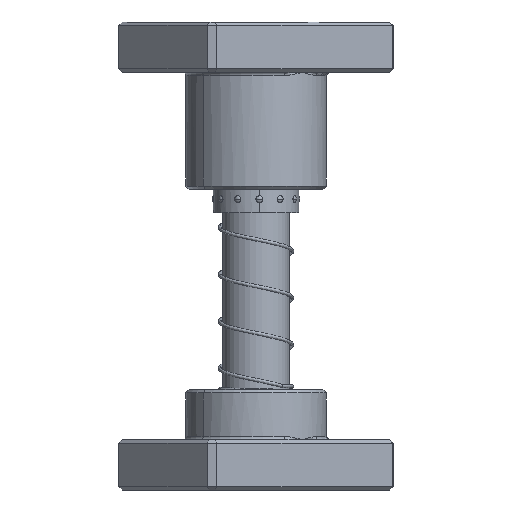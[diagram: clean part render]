
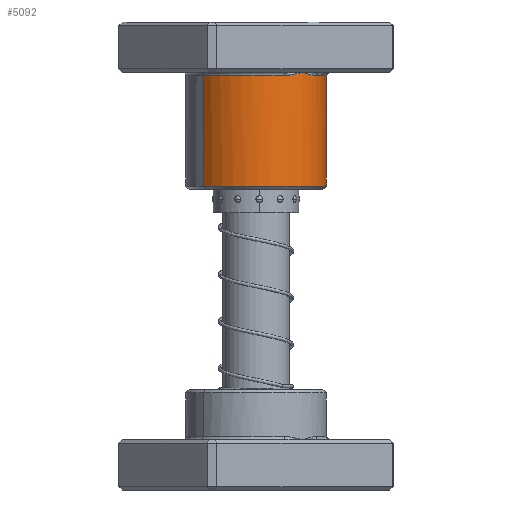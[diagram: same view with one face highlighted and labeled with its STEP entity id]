
A CAD part, front view. The second image highlights one B-rep face of the part: STEP entity #5092.
In plain terms, the highlighted cylindrical face has radius 21 mm (diameter 42 mm), a partial arc.
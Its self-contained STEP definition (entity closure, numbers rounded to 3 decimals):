
#538 = CARTESIAN_POINT ( 'NONE',  ( 0., 0., 49. ) ) ;
#702 = FACE_OUTER_BOUND ( 'NONE', #25700, .T. ) ;
#888 = CARTESIAN_POINT ( 'NONE',  ( -6.259, -20.045, 16. ) ) ;
#900 = CARTESIAN_POINT ( 'NONE',  ( 21., 0., 16. ) ) ;
#2859 = VERTEX_POINT ( 'NONE', #888 ) ;
#3277 = DIRECTION ( 'NONE',  ( 1., 0., 0. ) ) ;
#3591 = EDGE_CURVE ( 'NONE', #2859, #19501, #5552, .T. ) ;
#3610 = LINE ( 'NONE', #5825, #9936 ) ;
#3715 = CARTESIAN_POINT ( 'NONE',  ( -5.741, -20.207, 16. ) ) ;
#3895 = DIRECTION ( 'NONE',  ( 0., 0., -1. ) ) ;
#4069 = CARTESIAN_POINT ( 'NONE',  ( -5.225, -20.347, 15.959 ) ) ;
#5092 = ADVANCED_FACE ( 'NONE', ( #702 ), #21482, .T. ) ;
#5552 = B_SPLINE_CURVE_WITH_KNOTS ( 'NONE', 3,
 ( #14874, #3715, #4069, #23021, #6766, #25732, #9508, #28417, #12244, #31143, #14977, #33859 ),
 .UNSPECIFIED., .F., .F.,
 ( 4, 2, 2, 2, 2, 4 ),
 ( 0., 0.002, 0.003, 0.005, 0.006, 0.006 ),
 .UNSPECIFIED. ) ;
#5626 = CARTESIAN_POINT ( 'NONE',  ( -21., 0., 49. ) ) ;
#5686 = ORIENTED_EDGE ( 'NONE', *, *, #34112, .T. ) ;
#5825 = CARTESIAN_POINT ( 'NONE',  ( -21., 0., 50. ) ) ;
#6057 = EDGE_CURVE ( 'NONE', #19637, #11603, #3610, .T. ) ;
#6766 = CARTESIAN_POINT ( 'NONE',  ( -3.67, -20.684, 15.754 ) ) ;
#6889 = CARTESIAN_POINT ( 'NONE',  ( 0., 0., 16. ) ) ;
#7842 = ORIENTED_EDGE ( 'NONE', *, *, #14267, .T. ) ;
#8522 = CARTESIAN_POINT ( 'NONE',  ( 1.052, -21., 15.235 ) ) ;
#8900 = EDGE_CURVE ( 'NONE', #9086, #24080, #31577, .T. ) ;
#8916 = ORIENTED_EDGE ( 'NONE', *, *, #3591, .T. ) ;
#9086 = VERTEX_POINT ( 'NONE', #14785 ) ;
#9508 = CARTESIAN_POINT ( 'NONE',  ( -2.103, -20.901, 15.459 ) ) ;
#9642 = DIRECTION ( 'NONE',  ( 1., 0., 0. ) ) ;
#9936 = VECTOR ( 'NONE', #32921, 1000. ) ;
#10208 = AXIS2_PLACEMENT_3D ( 'NONE', #32181, #3895, #25554 ) ;
#10882 = VECTOR ( 'NONE', #16018, 1000. ) ;
#11261 = CARTESIAN_POINT ( 'NONE',  ( 3.67, -20.684, 15.754 ) ) ;
#11603 = VERTEX_POINT ( 'NONE', #13682 ) ;
#11964 = B_SPLINE_CURVE_WITH_KNOTS ( 'NONE', 3,
 ( #24738, #8522, #27426, #11261, #30145, #13968, #32888, #16734 ),
 .UNSPECIFIED., .F., .F.,
 ( 4, 2, 2, 4 ),
 ( 0., 0.003, 0.005, 0.006 ),
 .UNSPECIFIED. ) ;
#12244 = CARTESIAN_POINT ( 'NONE',  ( -1.052, -20.975, 15.234 ) ) ;
#13682 = CARTESIAN_POINT ( 'NONE',  ( -21., 0., 16. ) ) ;
#13968 = CARTESIAN_POINT ( 'NONE',  ( 5.225, -20.347, 15.959 ) ) ;
#14267 = EDGE_CURVE ( 'NONE', #19501, #25805, #11964, .T. ) ;
#14626 = DIRECTION ( 'NONE',  ( 0., 0., 1. ) ) ;
#14785 = CARTESIAN_POINT ( 'NONE',  ( 21., 0., 49. ) ) ;
#14874 = CARTESIAN_POINT ( 'NONE',  ( -6.259, -20.045, 16. ) ) ;
#14977 = CARTESIAN_POINT ( 'NONE',  ( -0.261, -21., 15.058 ) ) ;
#16018 = DIRECTION ( 'NONE',  ( 0., 0., -1. ) ) ;
#16734 = CARTESIAN_POINT ( 'NONE',  ( 6.259, -20.045, 16. ) ) ;
#16820 = CARTESIAN_POINT ( 'NONE',  ( 6.259, -20.045, 16. ) ) ;
#17065 = EDGE_CURVE ( 'NONE', #25805, #24080, #20823, .T. ) ;
#17280 = ORIENTED_EDGE ( 'NONE', *, *, #17065, .T. ) ;
#17695 = ORIENTED_EDGE ( 'NONE', *, *, #6057, .T. ) ;
#18010 = AXIS2_PLACEMENT_3D ( 'NONE', #6889, #25864, #9642 ) ;
#19501 = VERTEX_POINT ( 'NONE', #34709 ) ;
#19543 = DIRECTION ( 'NONE',  ( 0., 0., -1. ) ) ;
#19637 = VERTEX_POINT ( 'NONE', #5626 ) ;
#19725 = AXIS2_PLACEMENT_3D ( 'NONE', #30796, #14626, #33527 ) ;
#20059 = CIRCLE ( 'NONE', #32792, 21. ) ;
#20823 = CIRCLE ( 'NONE', #18010, 21. ) ;
#21482 = CYLINDRICAL_SURFACE ( 'NONE', #10208, 21. ) ;
#23021 = CARTESIAN_POINT ( 'NONE',  ( -4.189, -20.585, 15.837 ) ) ;
#24038 = ORIENTED_EDGE ( 'NONE', *, *, #8900, .F. ) ;
#24080 = VERTEX_POINT ( 'NONE', #900 ) ;
#24738 = CARTESIAN_POINT ( 'NONE',  ( 0., -21., 15. ) ) ;
#25554 = DIRECTION ( 'NONE',  ( -1., 0., 0. ) ) ;
#25700 = EDGE_LOOP ( 'NONE', ( #24038, #31393, #17695, #5686, #8916, #7842, #17280 ) ) ;
#25732 = CARTESIAN_POINT ( 'NONE',  ( -2.627, -20.842, 15.566 ) ) ;
#25805 = VERTEX_POINT ( 'NONE', #16820 ) ;
#25864 = DIRECTION ( 'NONE',  ( 0., 0., 1. ) ) ;
#26970 = CIRCLE ( 'NONE', #19725, 21. ) ;
#27426 = CARTESIAN_POINT ( 'NONE',  ( 2.106, -20.921, 15.471 ) ) ;
#28417 = CARTESIAN_POINT ( 'NONE',  ( -1.314, -20.96, 15.291 ) ) ;
#29586 = EDGE_CURVE ( 'NONE', #9086, #19637, #20059, .T. ) ;
#30145 = CARTESIAN_POINT ( 'NONE',  ( 4.189, -20.585, 15.837 ) ) ;
#30796 = CARTESIAN_POINT ( 'NONE',  ( 0., 0., 16. ) ) ;
#31143 = CARTESIAN_POINT ( 'NONE',  ( -0.526, -20.995, 15.117 ) ) ;
#31393 = ORIENTED_EDGE ( 'NONE', *, *, #29586, .T. ) ;
#31577 = LINE ( 'NONE', #32171, #10882 ) ;
#32171 = CARTESIAN_POINT ( 'NONE',  ( 21., 0., 50. ) ) ;
#32181 = CARTESIAN_POINT ( 'NONE',  ( 0., 0., 50. ) ) ;
#32792 = AXIS2_PLACEMENT_3D ( 'NONE', #538, #19543, #3277 ) ;
#32888 = CARTESIAN_POINT ( 'NONE',  ( 5.741, -20.207, 16. ) ) ;
#32921 = DIRECTION ( 'NONE',  ( 0., 0., -1. ) ) ;
#33527 = DIRECTION ( 'NONE',  ( 1., 0., 0. ) ) ;
#33859 = CARTESIAN_POINT ( 'NONE',  ( 0., -21., 15. ) ) ;
#34112 = EDGE_CURVE ( 'NONE', #11603, #2859, #26970, .T. ) ;
#34709 = CARTESIAN_POINT ( 'NONE',  ( 0., -21., 15. ) ) ;
